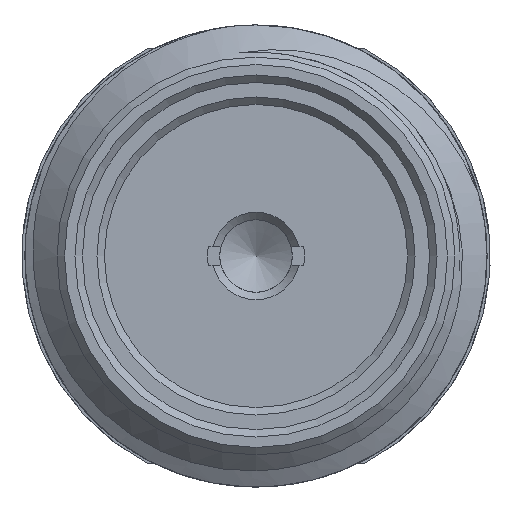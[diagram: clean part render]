
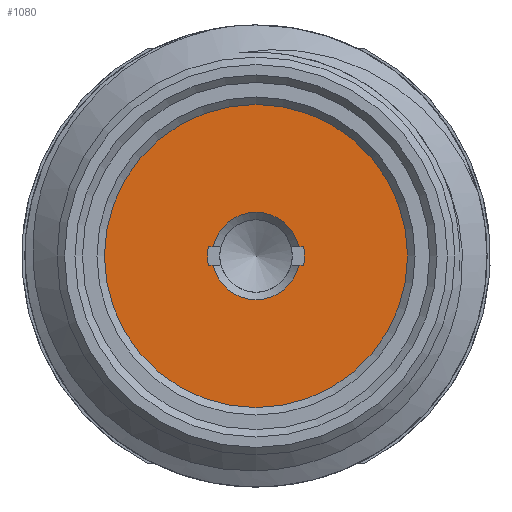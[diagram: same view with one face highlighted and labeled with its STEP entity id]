
A CAD part, front view. The second image highlights one B-rep face of the part: STEP entity #1080.
In plain terms, the highlighted planar face has unit normal (0, -1, 0).
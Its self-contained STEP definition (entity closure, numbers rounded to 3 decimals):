
#31=FACE_BOUND('',#152,.T.);
#41=PLANE('',#1170);
#84=FACE_OUTER_BOUND('',#151,.T.);
#151=EDGE_LOOP('',(#770));
#152=EDGE_LOOP('',(#771,#772,#773,#774,#775,#776,#777,#778));
#225=CIRCLE('',#1169,2.03);
#226=CIRCLE('',#1171,0.65);
#227=CIRCLE('',#1172,0.585);
#228=CIRCLE('',#1173,0.65);
#229=CIRCLE('',#1174,0.585);
#316=LINE('',#2332,#388);
#317=LINE('',#2336,#389);
#318=LINE('',#2340,#390);
#319=LINE('',#2343,#391);
#388=VECTOR('',#1317,0.066);
#389=VECTOR('',#1320,0.066);
#390=VECTOR('',#1323,0.066);
#391=VECTOR('',#1326,0.066);
#475=VERTEX_POINT('',#2324);
#476=VERTEX_POINT('',#2328);
#477=VERTEX_POINT('',#2329);
#478=VERTEX_POINT('',#2331);
#479=VERTEX_POINT('',#2333);
#480=VERTEX_POINT('',#2335);
#481=VERTEX_POINT('',#2337);
#482=VERTEX_POINT('',#2339);
#483=VERTEX_POINT('',#2341);
#592=EDGE_CURVE('',#475,#475,#225,.T.);
#593=EDGE_CURVE('',#476,#477,#226,.T.);
#594=EDGE_CURVE('',#476,#478,#316,.T.);
#595=EDGE_CURVE('',#478,#479,#227,.T.);
#596=EDGE_CURVE('',#479,#480,#317,.T.);
#597=EDGE_CURVE('',#481,#480,#228,.T.);
#598=EDGE_CURVE('',#482,#481,#318,.T.);
#599=EDGE_CURVE('',#482,#483,#229,.T.);
#600=EDGE_CURVE('',#477,#483,#319,.T.);
#770=ORIENTED_EDGE('',*,*,#592,.T.);
#771=ORIENTED_EDGE('',*,*,#593,.F.);
#772=ORIENTED_EDGE('',*,*,#594,.T.);
#773=ORIENTED_EDGE('',*,*,#595,.T.);
#774=ORIENTED_EDGE('',*,*,#596,.T.);
#775=ORIENTED_EDGE('',*,*,#597,.F.);
#776=ORIENTED_EDGE('',*,*,#598,.F.);
#777=ORIENTED_EDGE('',*,*,#599,.T.);
#778=ORIENTED_EDGE('',*,*,#600,.F.);
#1080=ADVANCED_FACE('',(#84,#31),#41,.F.);
#1169=AXIS2_PLACEMENT_3D('',#2326,#1311,#1312);
#1170=AXIS2_PLACEMENT_3D('',#2327,#1313,#1314);
#1171=AXIS2_PLACEMENT_3D('',#2330,#1315,#1316);
#1172=AXIS2_PLACEMENT_3D('',#2334,#1318,#1319);
#1173=AXIS2_PLACEMENT_3D('',#2338,#1321,#1322);
#1174=AXIS2_PLACEMENT_3D('',#2342,#1324,#1325);
#1311=DIRECTION('center_axis',(0.,-1.,0.));
#1312=DIRECTION('ref_axis',(0.,0.,1.));
#1313=DIRECTION('center_axis',(0.,1.,0.));
#1314=DIRECTION('ref_axis',(1.,0.,0.));
#1315=DIRECTION('center_axis',(0.,-1.,0.));
#1316=DIRECTION('ref_axis',(-0.981,0.,0.192));
#1317=DIRECTION('',(1.,0.,0.));
#1318=DIRECTION('center_axis',(0.,1.,0.));
#1319=DIRECTION('ref_axis',(-0.977,0.,0.214));
#1320=DIRECTION('',(1.,0.,0.));
#1321=DIRECTION('center_axis',(0.,-1.,0.));
#1322=DIRECTION('ref_axis',(0.981,0.,-0.192));
#1323=DIRECTION('',(1.,0.,0.));
#1324=DIRECTION('center_axis',(0.,1.,0.));
#1325=DIRECTION('ref_axis',(0.977,0.,-0.214));
#1326=DIRECTION('',(1.,0.,0.));
#2324=CARTESIAN_POINT('',(0.,-7.42,-1.905));
#2326=CARTESIAN_POINT('Origin',(0.,-7.42,0.125));
#2327=CARTESIAN_POINT('Origin',(0.,-7.42,0.125));
#2328=CARTESIAN_POINT('',(-0.638,-7.42,0.25));
#2329=CARTESIAN_POINT('',(-0.638,-7.42,0.));
#2330=CARTESIAN_POINT('Origin',(0.,-7.42,0.125));
#2331=CARTESIAN_POINT('',(-0.571,-7.42,0.25));
#2332=CARTESIAN_POINT('',(-0.638,-7.42,0.25));
#2333=CARTESIAN_POINT('',(0.571,-7.42,0.25));
#2334=CARTESIAN_POINT('Origin',(0.,-7.42,0.125));
#2335=CARTESIAN_POINT('',(0.638,-7.42,0.25));
#2336=CARTESIAN_POINT('',(0.571,-7.42,0.25));
#2337=CARTESIAN_POINT('',(0.638,-7.42,0.));
#2338=CARTESIAN_POINT('Origin',(0.,-7.42,0.125));
#2339=CARTESIAN_POINT('',(0.571,-7.42,0.));
#2340=CARTESIAN_POINT('',(0.571,-7.42,0.));
#2341=CARTESIAN_POINT('',(-0.571,-7.42,0.));
#2342=CARTESIAN_POINT('Origin',(0.,-7.42,0.125));
#2343=CARTESIAN_POINT('',(-0.638,-7.42,0.));
